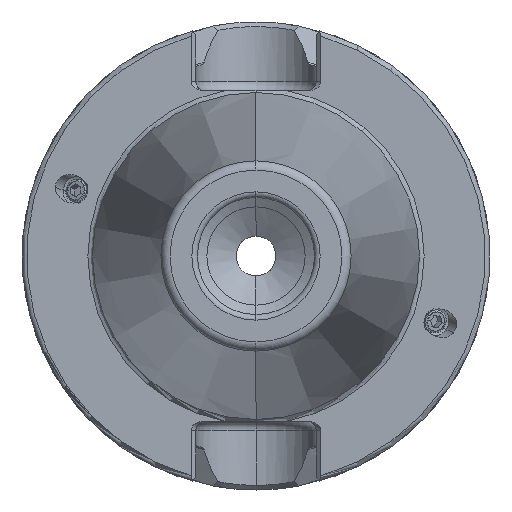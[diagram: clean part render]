
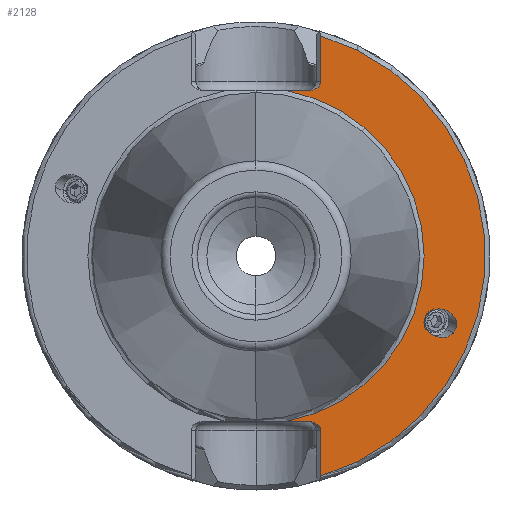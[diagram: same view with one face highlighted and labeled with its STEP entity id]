
A CAD part, left-side view. The second image highlights one B-rep face of the part: STEP entity #2128.
In plain terms, the highlighted planar face has unit normal (-1, 0, 0).
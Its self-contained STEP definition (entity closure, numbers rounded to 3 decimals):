
#266 = EDGE_LOOP ( 'NONE', ( #626, #6498 ) ) ;
#270 = ORIENTED_EDGE ( 'NONE', *, *, #6791, .T. ) ;
#287 = CARTESIAN_POINT ( 'NONE',  ( 3., -36.671, -12.387 ) ) ;
#387 = CARTESIAN_POINT ( 'NONE',  ( 3., -12.678, 35.3 ) ) ;
#626 = ORIENTED_EDGE ( 'NONE', *, *, #2541, .F. ) ;
#702 = VERTEX_POINT ( 'NONE', #4988 ) ;
#732 = VERTEX_POINT ( 'NONE', #6187 ) ;
#763 = CARTESIAN_POINT ( 'NONE',  ( 3., -11.022, -35.3 ) ) ;
#786 = EDGE_CURVE ( 'NONE', #5362, #3528, #1778, .T. ) ;
#862 = CARTESIAN_POINT ( 'NONE',  ( 3., -32.757, -17.052 ) ) ;
#919 = CIRCLE ( 'NONE', #6053, 49. ) ;
#926 = LINE ( 'NONE', #2267, #5304 ) ;
#964 = CIRCLE ( 'NONE', #2102, 35.925 ) ;
#965 = EDGE_LOOP ( 'NONE', ( #6317, #270, #4650, #4479, #5802, #4308, #5623, #5446 ) ) ;
#1042 = FACE_OUTER_BOUND ( 'NONE', #965, .T. ) ;
#1046 = DIRECTION ( 'NONE',  ( 0., 0., -1. ) ) ;
#1060 = VERTEX_POINT ( 'NONE', #3676 ) ;
#1072 = CARTESIAN_POINT ( 'NONE',  ( 3., -6.672, 35.3 ) ) ;
#1276 = VECTOR ( 'NONE', #5582, 1000. ) ;
#1439 = CARTESIAN_POINT ( 'NONE',  ( 3., -42.263, -16.342 ) ) ;
#1584 = CARTESIAN_POINT ( 'NONE',  ( 3., 35.925, 0. ) ) ;
#1665 = CARTESIAN_POINT ( 'NONE',  ( 3., -46.178, -11.677 ) ) ;
#1701 = CARTESIAN_POINT ( 'NONE',  ( 3., 0., 0. ) ) ;
#1778 =( BOUNDED_CURVE ( )  B_SPLINE_CURVE ( 3, ( #2654, #2625, #2067, #3211 ),
 .UNSPECIFIED., .F., .T. ) 
 B_SPLINE_CURVE_WITH_KNOTS ( ( 4, 4 ),
 ( 4.712, 6.283 ),
 .UNSPECIFIED. ) 
 CURVE ( )  GEOMETRIC_REPRESENTATION_ITEM ( )  RATIONAL_B_SPLINE_CURVE ( ( 1., 0.805, 0.805, 1. ) ) 
 REPRESENTATION_ITEM ( '' )  );
#1862 = EDGE_CURVE ( 'NONE', #5379, #7247, #964, .T. ) ;
#1919 =( BOUNDED_CURVE ( )  B_SPLINE_CURVE ( 3, ( #287, #862, #4858, #1439 ),
 .UNSPECIFIED., .F., .T. ) 
 B_SPLINE_CURVE_WITH_KNOTS ( ( 4, 4 ),
 ( 2.836, 5.978 ),
 .UNSPECIFIED. ) 
 CURVE ( )  GEOMETRIC_REPRESENTATION_ITEM ( )  RATIONAL_B_SPLINE_CURVE ( ( 1., 0.333, 0.333, 1. ) ) 
 REPRESENTATION_ITEM ( '' )  );
#1929 = CARTESIAN_POINT ( 'NONE',  ( 3., -6.672, -35.3 ) ) ;
#2067 = CARTESIAN_POINT ( 'NONE',  ( 3., -13.85, -36.128 ) ) ;
#2102 = AXIS2_PLACEMENT_3D ( 'NONE', #4092, #5148, #5771 ) ;
#2128 = ADVANCED_FACE ( 'NONE', ( #6905, #1042 ), #3350, .F. ) ;
#2175 = CARTESIAN_POINT ( 'NONE',  ( 3., 35.925, -35.3 ) ) ;
#2235 = CARTESIAN_POINT ( 'NONE',  ( 3., -36.671, -12.387 ) ) ;
#2267 = CARTESIAN_POINT ( 'NONE',  ( 3., -13.85, 0. ) ) ;
#2285 = DIRECTION ( 'NONE',  ( 0., 0., 1. ) ) ;
#2301 = DIRECTION ( 'NONE',  ( 0., 1., 0. ) ) ;
#2541 = EDGE_CURVE ( 'NONE', #702, #1060, #1919, .T. ) ;
#2625 = CARTESIAN_POINT ( 'NONE',  ( 3., -12.678, -35.3 ) ) ;
#2654 = CARTESIAN_POINT ( 'NONE',  ( 3., -11.022, -35.3 ) ) ;
#2735 = AXIS2_PLACEMENT_3D ( 'NONE', #1584, #4488, #1046 ) ;
#2810 = CARTESIAN_POINT ( 'NONE',  ( 3., -13.85, 0. ) ) ;
#2818 = LINE ( 'NONE', #2175, #1276 ) ;
#3211 = CARTESIAN_POINT ( 'NONE',  ( 3., -13.85, -37.3 ) ) ;
#3344 = EDGE_CURVE ( 'NONE', #3528, #3768, #926, .T. ) ;
#3350 = PLANE ( 'NONE',  #2735 ) ;
#3384 = DIRECTION ( 'NONE',  ( 0., 0., 1. ) ) ;
#3528 = VERTEX_POINT ( 'NONE', #3569 ) ;
#3569 = CARTESIAN_POINT ( 'NONE',  ( 3., -13.85, -37.3 ) ) ;
#3676 = CARTESIAN_POINT ( 'NONE',  ( 3., -42.263, -16.342 ) ) ;
#3768 = VERTEX_POINT ( 'NONE', #3856 ) ;
#3820 = CARTESIAN_POINT ( 'NONE',  ( 3., -13.85, 36.128 ) ) ;
#3856 = CARTESIAN_POINT ( 'NONE',  ( 3., -13.85, -47.002 ) ) ;
#3958 = EDGE_CURVE ( 'NONE', #3768, #732, #919, .T. ) ;
#4092 = CARTESIAN_POINT ( 'NONE',  ( 3., 0., 0. ) ) ;
#4308 = ORIENTED_EDGE ( 'NONE', *, *, #786, .T. ) ;
#4325 = LINE ( 'NONE', #2810, #7127 ) ;
#4396 = CARTESIAN_POINT ( 'NONE',  ( 3., -11.022, 35.3 ) ) ;
#4479 = ORIENTED_EDGE ( 'NONE', *, *, #1862, .F. ) ;
#4488 = DIRECTION ( 'NONE',  ( 1., 0., 0. ) ) ;
#4519 = VECTOR ( 'NONE', #2301, 1000. ) ;
#4572 =( BOUNDED_CURVE ( )  B_SPLINE_CURVE ( 3, ( #6626, #3820, #387, #4396 ),
 .UNSPECIFIED., .F., .F. ) 
 B_SPLINE_CURVE_WITH_KNOTS ( ( 4, 4 ),
 ( 3.142, 4.712 ),
 .UNSPECIFIED. ) 
 CURVE ( )  GEOMETRIC_REPRESENTATION_ITEM ( )  RATIONAL_B_SPLINE_CURVE ( ( 1., 0.805, 0.805, 1. ) ) 
 REPRESENTATION_ITEM ( '' )  );
#4650 = ORIENTED_EDGE ( 'NONE', *, *, #5158, .T. ) ;
#4858 = CARTESIAN_POINT ( 'NONE',  ( 3., -38.349, -21.007 ) ) ;
#4882 = VERTEX_POINT ( 'NONE', #4903 ) ;
#4903 = CARTESIAN_POINT ( 'NONE',  ( 3., -13.85, 37.3 ) ) ;
#4988 = CARTESIAN_POINT ( 'NONE',  ( 3., -36.671, -12.387 ) ) ;
#5049 = EDGE_CURVE ( 'NONE', #4882, #732, #4325, .T. ) ;
#5061 = CARTESIAN_POINT ( 'NONE',  ( 3., -42.263, -16.342 ) ) ;
#5148 = DIRECTION ( 'NONE',  ( -1., 0., 0. ) ) ;
#5158 = EDGE_CURVE ( 'NONE', #7343, #7247, #6188, .T. ) ;
#5196 =( BOUNDED_CURVE ( )  B_SPLINE_CURVE ( 3, ( #5061, #1665, #5643, #2235 ),
 .UNSPECIFIED., .F., .F. ) 
 B_SPLINE_CURVE_WITH_KNOTS ( ( 4, 4 ),
 ( 5.978, 9.119 ),
 .UNSPECIFIED. ) 
 CURVE ( )  GEOMETRIC_REPRESENTATION_ITEM ( )  RATIONAL_B_SPLINE_CURVE ( ( 1., 0.333, 0.333, 1. ) ) 
 REPRESENTATION_ITEM ( '' )  );
#5304 = VECTOR ( 'NONE', #6225, 1000. ) ;
#5362 = VERTEX_POINT ( 'NONE', #763 ) ;
#5379 = VERTEX_POINT ( 'NONE', #1929 ) ;
#5446 = ORIENTED_EDGE ( 'NONE', *, *, #3958, .T. ) ;
#5582 = DIRECTION ( 'NONE',  ( 0., -1., 0. ) ) ;
#5623 = ORIENTED_EDGE ( 'NONE', *, *, #3344, .T. ) ;
#5643 = CARTESIAN_POINT ( 'NONE',  ( 3., -40.585, -7.722 ) ) ;
#5686 = DIRECTION ( 'NONE',  ( -1., 0., 0. ) ) ;
#5703 = CARTESIAN_POINT ( 'NONE',  ( 3., 35.925, 35.3 ) ) ;
#5771 = DIRECTION ( 'NONE',  ( 0., 0., 1. ) ) ;
#5802 = ORIENTED_EDGE ( 'NONE', *, *, #7283, .T. ) ;
#6053 = AXIS2_PLACEMENT_3D ( 'NONE', #1701, #5686, #2285 ) ;
#6187 = CARTESIAN_POINT ( 'NONE',  ( 3., -13.85, 47.002 ) ) ;
#6188 = LINE ( 'NONE', #5703, #4519 ) ;
#6194 = CARTESIAN_POINT ( 'NONE',  ( 3., -11.022, 35.3 ) ) ;
#6225 = DIRECTION ( 'NONE',  ( 0., 0., -1. ) ) ;
#6317 = ORIENTED_EDGE ( 'NONE', *, *, #5049, .F. ) ;
#6498 = ORIENTED_EDGE ( 'NONE', *, *, #7249, .F. ) ;
#6626 = CARTESIAN_POINT ( 'NONE',  ( 3., -13.85, 37.3 ) ) ;
#6791 = EDGE_CURVE ( 'NONE', #4882, #7343, #4572, .T. ) ;
#6905 = FACE_BOUND ( 'NONE', #266, .T. ) ;
#7127 = VECTOR ( 'NONE', #3384, 1000. ) ;
#7247 = VERTEX_POINT ( 'NONE', #1072 ) ;
#7249 = EDGE_CURVE ( 'NONE', #1060, #702, #5196, .T. ) ;
#7283 = EDGE_CURVE ( 'NONE', #5379, #5362, #2818, .T. ) ;
#7343 = VERTEX_POINT ( 'NONE', #6194 ) ;
